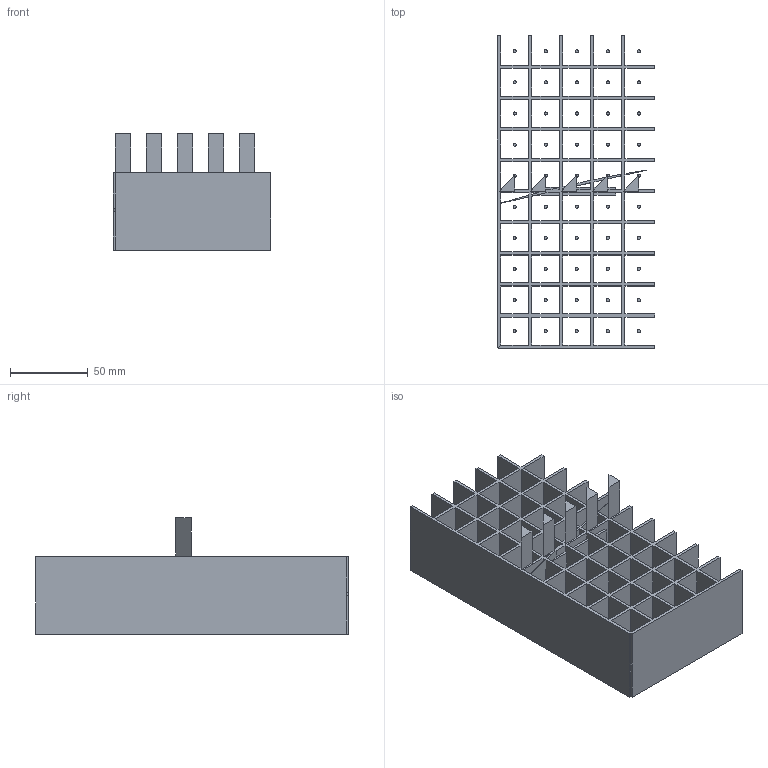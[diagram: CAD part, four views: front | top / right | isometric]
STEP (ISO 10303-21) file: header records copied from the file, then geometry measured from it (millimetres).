
FILE_DESCRIPTION(('Open CASCADE Model'),'2;1');
FILE_NAME('Open CASCADE Shape Model','2024-05-29T17:48:54',('Author'),( 'Open CASCADE'),'Open CASCADE STEP processor 7.7','Open CASCADE 7.7' ,'Unknown');
FILE_SCHEMA(('AUTOMOTIVE_DESIGN { 1 0 10303 214 1 1 1 1 }'));
Length unit declared in the file: millimetre
Products named in the file (47): Open CASCADE STEP translator 7.7 59; Open CASCADE STEP translator 7.7 59.1; Open CASCADE STEP translator 7.7 59.2; Open CASCADE STEP translator 7.7 59.3; Open CASCADE STEP translator 7.7 59.4; Open CASCADE STEP translator 7.7 59.5; Open CASCADE STEP translator 7.7 59.6; Open CASCADE STEP translator 7.7 59.7; Open CASCADE STEP translator 7.7 59.8; Open CASCADE STEP translator 7.7 59.9; Open CASCADE STEP translator 7.7 59.10; Open CASCADE STEP translator 7.7 59.11; Open CASCADE STEP translator 7.7 59.12; Open CASCADE STEP translator 7.7 59.13; Open CASCADE STEP translator 7.7 59.14; Open CASCADE STEP translator 7.7 59.15; Open CASCADE STEP translator 7.7 59.16; Open CASCADE STEP translator 7.7 59.17; Open CASCADE STEP translator 7.7 59.18; Open CASCADE STEP translator 7.7 59.19; Open CASCADE STEP translator 7.7 59.20; Open CASCADE STEP translator 7.7 59.21; Open CASCADE STEP translator 7.7 59.22; Open CASCADE STEP translator 7.7 59.23; Open CASCADE STEP translator 7.7 59.24; Open CASCADE STEP translator 7.7 59.25; Open CASCADE STEP translator 7.7 59.26; Open CASCADE STEP translator 7.7 59.27; Open CASCADE STEP translator 7.7 59.28; Open CASCADE STEP translator 7.7 59.29; Open CASCADE STEP translator 7.7 59.30; Open CASCADE STEP translator 7.7 59.31; Open CASCADE STEP translator 7.7 59.32; Open CASCADE STEP translator 7.7 59.33; Open CASCADE STEP translator 7.7 59.34; Open CASCADE STEP translator 7.7 59.35; Open CASCADE STEP translator 7.7 59.36; Open CASCADE STEP translator 7.7 59.37; Open CASCADE STEP translator 7.7 59.38; Open CASCADE STEP translator 7.7 59.39 ...
Assembly tree (46 placements, depth 2):
  Open CASCADE STEP translator 7.7 59
    Open CASCADE STEP translator 7.7 59.1
    Open CASCADE STEP translator 7.7 59.2
    Open CASCADE STEP translator 7.7 59.3
    Open CASCADE STEP translator 7.7 59.4
    Open CASCADE STEP translator 7.7 59.5
    Open CASCADE STEP translator 7.7 59.6
    Open CASCADE STEP translator 7.7 59.7
    Open CASCADE STEP translator 7.7 59.8
    Open CASCADE STEP translator 7.7 59.9
    Open CASCADE STEP translator 7.7 59.10
    Open CASCADE STEP translator 7.7 59.11
    Open CASCADE STEP translator 7.7 59.12
    Open CASCADE STEP translator 7.7 59.13
    Open CASCADE STEP translator 7.7 59.14
    Open CASCADE STEP translator 7.7 59.15
    Open CASCADE STEP translator 7.7 59.16
    Open CASCADE STEP translator 7.7 59.17
    Open CASCADE STEP translator 7.7 59.18
    Open CASCADE STEP translator 7.7 59.19
    Open CASCADE STEP translator 7.7 59.20
    Open CASCADE STEP translator 7.7 59.21
    Open CASCADE STEP translator 7.7 59.22
    Open CASCADE STEP translator 7.7 59.23
    Open CASCADE STEP translator 7.7 59.24
    Open CASCADE STEP translator 7.7 59.25
    Open CASCADE STEP translator 7.7 59.26
    Open CASCADE STEP translator 7.7 59.27
    Open CASCADE STEP translator 7.7 59.28
    Open CASCADE STEP translator 7.7 59.29
    Open CASCADE STEP translator 7.7 59.30
    Open CASCADE STEP translator 7.7 59.31
    Open CASCADE STEP translator 7.7 59.32
    Open CASCADE STEP translator 7.7 59.33
    Open CASCADE STEP translator 7.7 59.34
    Open CASCADE STEP translator 7.7 59.35
    Open CASCADE STEP translator 7.7 59.36
    Open CASCADE STEP translator 7.7 59.37
    Open CASCADE STEP translator 7.7 59.38
    Open CASCADE STEP translator 7.7 59.39
    Open CASCADE STEP translator 7.7 59.40
    Open CASCADE STEP translator 7.7 59.41
    Open CASCADE STEP translator 7.7 59.42
    Open CASCADE STEP translator 7.7 59.43
    Open CASCADE STEP translator 7.7 59.44
    Open CASCADE STEP translator 7.7 59.45
    Open CASCADE STEP translator 7.7 59.46
Bounding box: 101 x 201 x 75 mm (x, y, z)
Volume: 211236.9 mm3; surface area: 205341.4 mm2
Topology: 46 solids, 46 shells, 461 faces, 1103 edges, 732 vertices
Faces by surface type: plane 406, cylinder 55
Full cylindrical faces by diameter (mm): 2 x45
Entity records: 27776 total; most frequent: CARTESIAN_POINT 5272, DIRECTION 3757, LINE 2420, VECTOR 2420, ORIENTED_EDGE 2206, PCURVE 2206, DEFINITIONAL_REPRESENTATION 2206, EDGE_CURVE 1103
